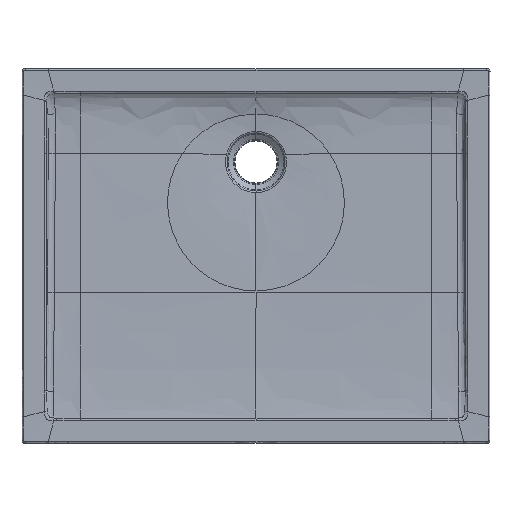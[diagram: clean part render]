
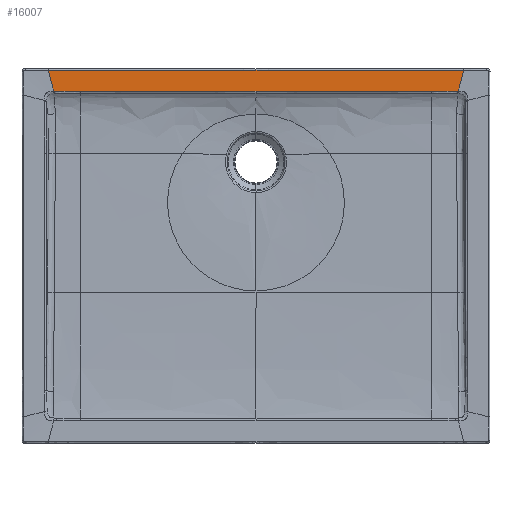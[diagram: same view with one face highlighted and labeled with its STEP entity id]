
A CAD part, top view. The second image highlights one B-rep face of the part: STEP entity #16007.
In plain terms, the highlighted planar face has unit normal (0, -0.02, 1).
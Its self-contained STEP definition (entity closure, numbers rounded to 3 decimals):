
#3889=CARTESIAN_POINT('',(-443.857,446.405,
-0.058));
#3922=CARTESIAN_POINT('',(0.,446.405,
-0.058));
#3932=CARTESIAN_POINT('',(443.857,446.405,
-0.058));
#4289=CARTESIAN_POINT('',(-432.161,402.3,
-0.94));
#4324=DIRECTION('',(1.,0.,0.));
#4325=VECTOR('',#4324,443.857);
#4326=CARTESIAN_POINT('',(-443.857,446.405,
-0.058));
#4327=LINE('',#4326,#4325);
#4328=DIRECTION('',(1.,0.,0.));
#4329=VECTOR('',#4328,443.857);
#4330=CARTESIAN_POINT('',(0.,446.405,
-0.058));
#4331=LINE('',#4330,#4329);
#4332=DIRECTION('',(-0.256,-0.966,-0.019));
#4333=VECTOR('',#4332,45.637);
#4334=CARTESIAN_POINT('',(443.857,446.405,
-0.058));
#4335=LINE('',#4334,#4333);
#4336=CARTESIAN_POINT('',(432.161,402.3,
-0.94));
#4337=CARTESIAN_POINT('',(413.108,402.301,
-0.94));
#4338=CARTESIAN_POINT('',(394.054,402.301,
-0.94));
#4339=CARTESIAN_POINT('',(375.,402.301,
-0.94));
#4341=DIRECTION('',(-1.,0.,0.));
#4342=VECTOR('',#4341,375.);
#4343=CARTESIAN_POINT('',(375.,402.301,
-0.94));
#4344=LINE('',#4343,#4342);
#4345=DIRECTION('',(-1.,0.,0.));
#4346=VECTOR('',#4345,375.);
#4347=CARTESIAN_POINT('',(0.,402.301,
-0.94));
#4348=LINE('',#4347,#4346);
#4349=CARTESIAN_POINT('',(-375.,402.301,
-0.94));
#4350=CARTESIAN_POINT('',(-394.054,402.301,
-0.94));
#4351=CARTESIAN_POINT('',(-413.108,402.301,
-0.94));
#4352=CARTESIAN_POINT('',(-432.161,402.3,
-0.94));
#4354=DIRECTION('',(-0.256,0.966,0.019));
#4355=VECTOR('',#4354,45.637);
#4356=CARTESIAN_POINT('',(-432.161,402.3,
-0.94));
#4357=LINE('',#4356,#4355);
#7314=VERTEX_POINT('',#3922);
#7316=VERTEX_POINT('',#3889);
#7319=VERTEX_POINT('',#3932);
#7346=VERTEX_POINT('',#4289);
#7348=CARTESIAN_POINT('',(432.161,402.3,
-0.94));
#7349=VERTEX_POINT('',#7348);
#7350=VERTEX_POINT('',#4339);
#7351=CARTESIAN_POINT('',(0.,402.301,
-0.94));
#7352=VERTEX_POINT('',#7351);
#7353=CARTESIAN_POINT('',(-375.,402.301,
-0.94));
#7354=VERTEX_POINT('',#7353);
#15987=CARTESIAN_POINT('',(2.772,425.495,
-0.476));
#15988=DIRECTION('',(0.,-0.02,1.));
#15989=DIRECTION('',(-0.131,0.991,0.02));
#15990=AXIS2_PLACEMENT_3D('',#15987,#15988,#15989);
#15991=PLANE('',#15990);
#15992=ORIENTED_EDGE('',*,*,#14833,.T.);
#15993=ORIENTED_EDGE('',*,*,#14855,.T.);
#15995=ORIENTED_EDGE('',*,*,#15994,.T.);
#15997=ORIENTED_EDGE('',*,*,#15996,.T.);
#15999=ORIENTED_EDGE('',*,*,#15998,.T.);
#16001=ORIENTED_EDGE('',*,*,#16000,.T.);
#16003=ORIENTED_EDGE('',*,*,#16002,.T.);
#16004=ORIENTED_EDGE('',*,*,#15976,.T.);
#16005=EDGE_LOOP('',(#15992,#15993,#15995,#15997,#15999,#16001,#16003,#16004));
#16006=FACE_OUTER_BOUND('',#16005,.F.);
#16007=ADVANCED_FACE('',(#16006),#15991,.T.);
#4340=B_SPLINE_CURVE_WITH_KNOTS('',3,(#4336,#4337,#4338,#4339),.UNSPECIFIED.,
.F.,.F.,(4,4),(0.,1.),.UNSPECIFIED.);
#4353=B_SPLINE_CURVE_WITH_KNOTS('',3,(#4349,#4350,#4351,#4352),.UNSPECIFIED.,
.F.,.F.,(4,4),(0.,1.),.UNSPECIFIED.);
#14833=EDGE_CURVE('',#7316,#7314,#4327,.T.);
#14855=EDGE_CURVE('',#7314,#7319,#4331,.T.);
#15976=EDGE_CURVE('',#7346,#7316,#4357,.T.);
#15994=EDGE_CURVE('',#7319,#7349,#4335,.T.);
#15996=EDGE_CURVE('',#7349,#7350,#4340,.T.);
#15998=EDGE_CURVE('',#7350,#7352,#4344,.T.);
#16000=EDGE_CURVE('',#7352,#7354,#4348,.T.);
#16002=EDGE_CURVE('',#7354,#7346,#4353,.T.);
